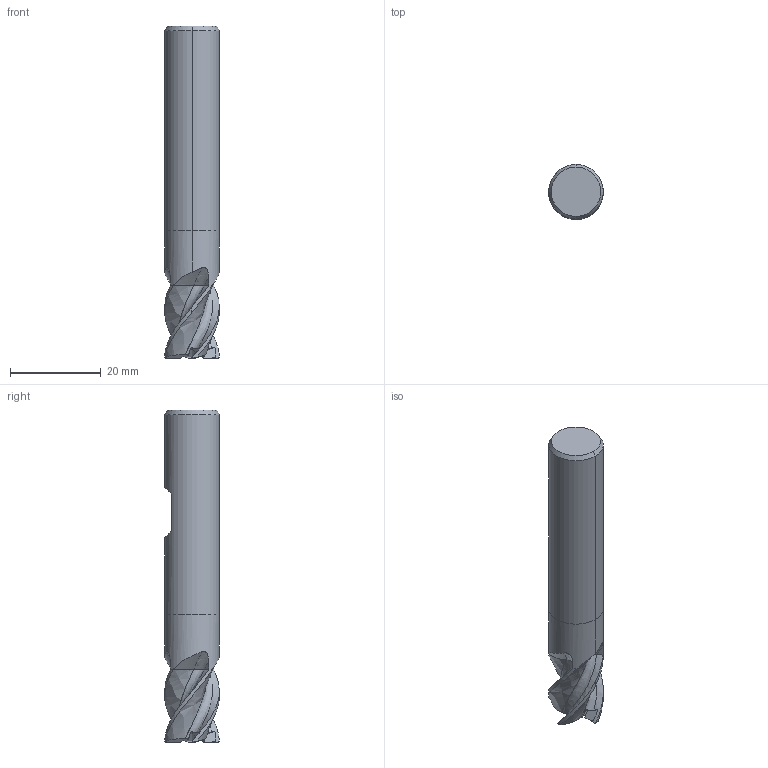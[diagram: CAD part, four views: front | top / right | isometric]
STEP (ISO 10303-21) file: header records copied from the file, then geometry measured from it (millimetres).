
FILE_DESCRIPTION(('no description'),'unknown implementation level');
FILE_NAME('K201688-12-Detail.stp',' ',('CIMSOURCE GmbH'),('CADClick - KiM GmbH - www.kimweb.de'),'unknown preprocess','ACIS','unknown authorization');
FILE_SCHEMA(('automotive_design'));
Length unit declared in the file: millimetre
Products named in the file (2): NOCUT; CUT
Bounding box: 12 x 12 x 73 mm (x, y, z)
Volume: 7216.7 mm3; surface area: 3622.5 mm2
Topology: 2 solids, 2 shells, 135 faces, 381 edges, 250 vertices
Faces by surface type: plane 59, bspline 36, revolution 16, cone 10, cylinder 10, torus 4
Entity records: 18979 total; most frequent: CARTESIAN_POINT 11532, STYLED_ITEM 768, PRESENTATION_STYLE_ASSIGNMENT 768, COLOUR_RGB 768, ORIENTED_EDGE 762, DIRECTION 527, EDGE_CURVE 381, CURVE_STYLE 381
